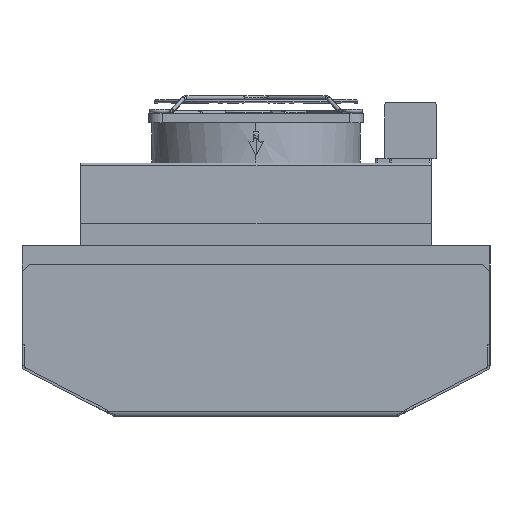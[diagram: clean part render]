
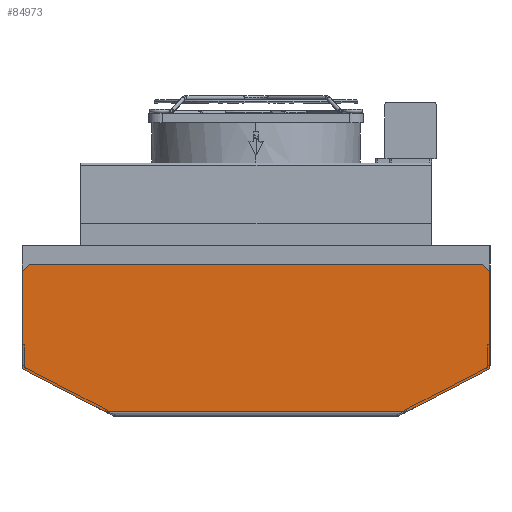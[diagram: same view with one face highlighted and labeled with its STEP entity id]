
A CAD part, left-side view. The second image highlights one B-rep face of the part: STEP entity #84973.
In plain terms, the highlighted planar face has unit normal (-1, 0, 0).
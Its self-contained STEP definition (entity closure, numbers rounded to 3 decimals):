
#79227=CARTESIAN_POINT('',(-249.25,23.253,-82.13));
#79229=DIRECTION('',(0.,-1.,0.));
#79230=VECTOR('',#79229,129.006);
#79231=CARTESIAN_POINT('',(-249.25,23.253,-82.13));
#79232=LINE('',#79231,#79230);
#79280=DIRECTION('',(0.,-0.707,-0.707));
#79281=VECTOR('',#79280,4.243);
#79282=CARTESIAN_POINT('',(-249.25,-138.25,-19.13));
#79283=LINE('',#79282,#79281);
#79284=CARTESIAN_POINT('',(-249.25,-139.25,-62.514));
#79285=DIRECTION('',(1.,0.,0.));
#79286=DIRECTION('',(0.,-1.,0.));
#79287=AXIS2_PLACEMENT_3D('',#79284,#79285,#79286);
#79289=DIRECTION('',(0.,0.888,-0.46));
#79290=VECTOR('',#79289,38.767);
#79291=CARTESIAN_POINT('',(-249.25,-140.17,-64.29));
#79292=LINE('',#79291,#79290);
#79293=DIRECTION('',(0.,0.888,0.46));
#79294=VECTOR('',#79293,38.767);
#79295=CARTESIAN_POINT('',(-249.25,23.253,-82.13));
#79296=LINE('',#79295,#79294);
#79297=CARTESIAN_POINT('',(-249.25,56.75,-62.514));
#79298=DIRECTION('',(1.,0.,0.));
#79299=DIRECTION('',(0.,0.46,-0.888));
#79300=AXIS2_PLACEMENT_3D('',#79297,#79298,#79299);
#79302=DIRECTION('',(0.,-0.707,0.707));
#79303=VECTOR('',#79302,4.243);
#79304=CARTESIAN_POINT('',(-249.25,58.75,-22.13));
#79305=LINE('',#79304,#79303);
#79310=DIRECTION('',(0.,1.,0.));
#79311=VECTOR('',#79310,194.);
#79312=CARTESIAN_POINT('',(-249.25,-138.25,-19.13));
#79313=LINE('',#79312,#79311);
#79322=DIRECTION('',(0.,0.,-1.));
#79323=VECTOR('',#79322,40.384);
#79324=CARTESIAN_POINT('',(-249.25,58.75,-22.13));
#79325=LINE('',#79324,#79323);
#79920=DIRECTION('',(0.,0.,1.));
#79921=VECTOR('',#79920,40.384);
#79922=CARTESIAN_POINT('',(-249.25,-141.25,-62.514));
#79923=LINE('',#79922,#79921);
#83585=VERTEX_POINT('',#79227);
#83586=CARTESIAN_POINT('',(-249.25,-105.753,-82.13));
#83587=VERTEX_POINT('',#83586);
#84075=CARTESIAN_POINT('',(-249.25,57.67,-64.29));
#84076=VERTEX_POINT('',#84075);
#84079=CARTESIAN_POINT('',(-249.25,-138.25,-19.13));
#84080=CARTESIAN_POINT('',(-249.25,-141.25,-22.13));
#84081=VERTEX_POINT('',#84079);
#84082=VERTEX_POINT('',#84080);
#84083=CARTESIAN_POINT('',(-249.25,55.75,-19.13));
#84084=VERTEX_POINT('',#84083);
#84085=CARTESIAN_POINT('',(-249.25,58.75,-22.13));
#84086=VERTEX_POINT('',#84085);
#84087=CARTESIAN_POINT('',(-249.25,58.75,-62.514));
#84088=VERTEX_POINT('',#84087);
#84089=CARTESIAN_POINT('',(-249.25,-140.17,-64.29));
#84090=VERTEX_POINT('',#84089);
#84091=CARTESIAN_POINT('',(-249.25,-141.25,-62.514));
#84092=VERTEX_POINT('',#84091);
#84948=CARTESIAN_POINT('',(-249.25,-41.25,-50.63));
#84949=DIRECTION('',(1.,0.,0.));
#84950=DIRECTION('',(0.,-1.,0.));
#84951=AXIS2_PLACEMENT_3D('',#84948,#84949,#84950);
#84952=PLANE('',#84951);
#84954=ORIENTED_EDGE('',*,*,#84953,.T.);
#84956=ORIENTED_EDGE('',*,*,#84955,.F.);
#84958=ORIENTED_EDGE('',*,*,#84957,.T.);
#84959=ORIENTED_EDGE('',*,*,#84931,.T.);
#84960=ORIENTED_EDGE('',*,*,#84802,.F.);
#84962=ORIENTED_EDGE('',*,*,#84961,.T.);
#84964=ORIENTED_EDGE('',*,*,#84963,.T.);
#84966=ORIENTED_EDGE('',*,*,#84965,.F.);
#84968=ORIENTED_EDGE('',*,*,#84967,.T.);
#84970=ORIENTED_EDGE('',*,*,#84969,.F.);
#84971=EDGE_LOOP('',(#84954,#84956,#84958,#84959,#84960,#84962,#84964,#84966,
#84968,#84970));
#84972=FACE_OUTER_BOUND('',#84971,.F.);
#84973=ADVANCED_FACE('',(#84972),#84952,.F.);
#79288=CIRCLE('',#79287,2.);
#79301=CIRCLE('',#79300,2.);
#84802=EDGE_CURVE('',#83585,#83587,#79232,.T.);
#84931=EDGE_CURVE('',#84090,#83587,#79292,.T.);
#84953=EDGE_CURVE('',#84081,#84082,#79283,.T.);
#84955=EDGE_CURVE('',#84092,#84082,#79923,.T.);
#84957=EDGE_CURVE('',#84092,#84090,#79288,.T.);
#84961=EDGE_CURVE('',#83585,#84076,#79296,.T.);
#84963=EDGE_CURVE('',#84076,#84088,#79301,.T.);
#84965=EDGE_CURVE('',#84086,#84088,#79325,.T.);
#84967=EDGE_CURVE('',#84086,#84084,#79305,.T.);
#84969=EDGE_CURVE('',#84081,#84084,#79313,.T.);
